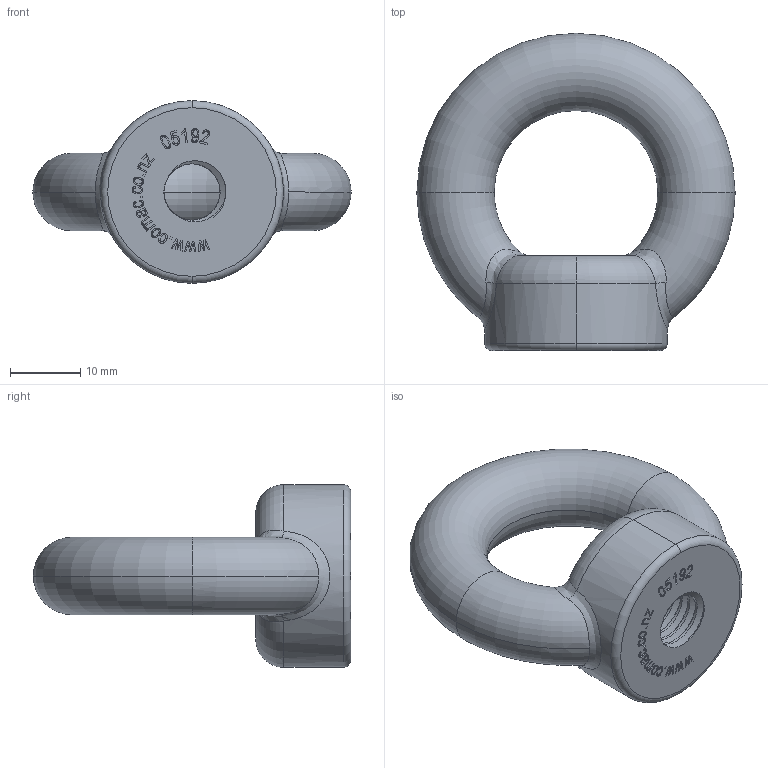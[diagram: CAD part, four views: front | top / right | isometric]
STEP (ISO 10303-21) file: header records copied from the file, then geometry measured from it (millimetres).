
FILE_DESCRIPTION (( 'STEP AP214' ), '1' );
FILE_NAME ('05192-Eye Nut Zinc Plated M10.STEP', '2018-11-20T22:35:19', ( '' ), ( '' ), 'SwSTEP 2.0', 'SolidWorks 2018', '' );
FILE_SCHEMA (( 'AUTOMOTIVE_DESIGN' ));
Length unit declared in the file: millimetre
Products named in the file (1): 05192-Eye Nut Zinc Plated M10
Bounding box: 45.3 x 45.15 x 26 mm (x, y, z)
Volume: 13856.4 mm3; surface area: 5157.9 mm2
Topology: 1 solids, 1 shells, 303 faces, 819 edges, 541 vertices
Faces by surface type: plane 152, bspline 119, cylinder 21, torus 11
Entity records: 20100 total; most frequent: CARTESIAN_POINT 13348, ORIENTED_EDGE 1638, DIRECTION 941, EDGE_CURVE 819, VERTEX_POINT 541, VECTOR 503, LINE 503, EDGE_LOOP 330
